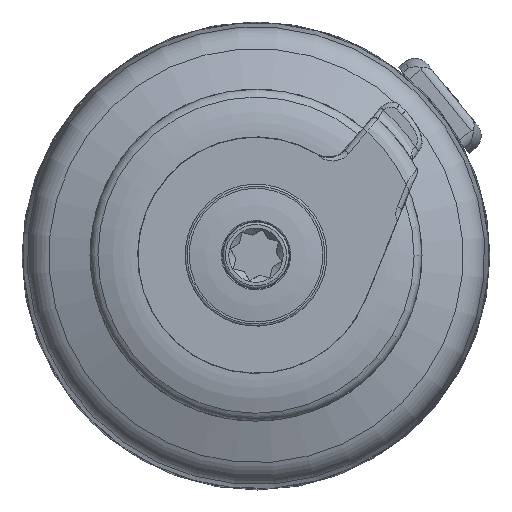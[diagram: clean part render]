
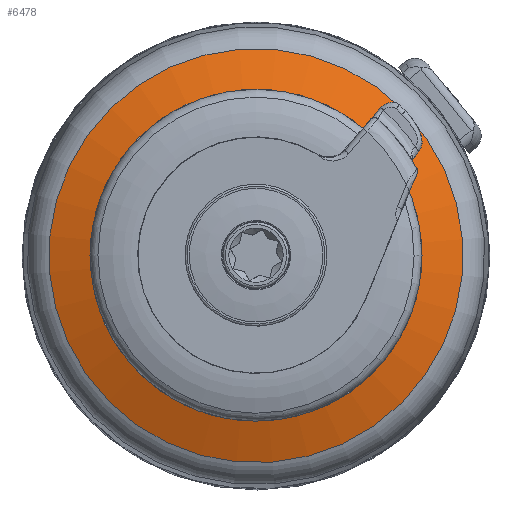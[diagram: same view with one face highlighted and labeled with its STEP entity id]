
A CAD part, top view. The second image highlights one B-rep face of the part: STEP entity #6478.
In plain terms, the highlighted conical face has half-angle 70 degrees and reference radius 82.83 mm.
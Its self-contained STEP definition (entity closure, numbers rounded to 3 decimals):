
#1444=FACE_BOUND('',#2272,.T.);
#1773=FACE_OUTER_BOUND('',#2271,.T.);
#2271=EDGE_LOOP('',(#5657));
#2272=EDGE_LOOP('',(#5658));
#2657=CIRCLE('',#7153,99.147);
#2658=CIRCLE('',#7155,71.844);
#3228=VERTEX_POINT('',#11935);
#3229=VERTEX_POINT('',#11938);
#4069=EDGE_CURVE('',#3228,#3228,#2657,.T.);
#4070=EDGE_CURVE('',#3229,#3229,#2658,.T.);
#5657=ORIENTED_EDGE('',*,*,#4069,.T.);
#5658=ORIENTED_EDGE('',*,*,#4070,.F.);
#6170=CONICAL_SURFACE('',#7154,82.83,70.);
#6478=ADVANCED_FACE('',(#1773,#1444),#6170,.T.);
#7153=AXIS2_PLACEMENT_3D('',#11936,#8751,#8752);
#7154=AXIS2_PLACEMENT_3D('',#11937,#8753,#8754);
#7155=AXIS2_PLACEMENT_3D('',#11939,#8755,#8756);
#8751=DIRECTION('center_axis',(0.,0.,
1.));
#8752=DIRECTION('ref_axis',(0.095,0.995,0.));
#8753=DIRECTION('center_axis',(0.,0.,
-1.));
#8754=DIRECTION('ref_axis',(0.095,0.995,0.));
#8755=DIRECTION('center_axis',(0.,0.,
1.));
#8756=DIRECTION('ref_axis',(0.095,0.995,0.));
#11935=CARTESIAN_POINT('',(9.408,98.7,100.498));
#11936=CARTESIAN_POINT('Origin',(0.,0.,
100.498));
#11937=CARTESIAN_POINT('Origin',(0.,0.,
106.437));
#11938=CARTESIAN_POINT('',(6.817,71.519,110.436));
#11939=CARTESIAN_POINT('Origin',(0.,0.,
110.436));
